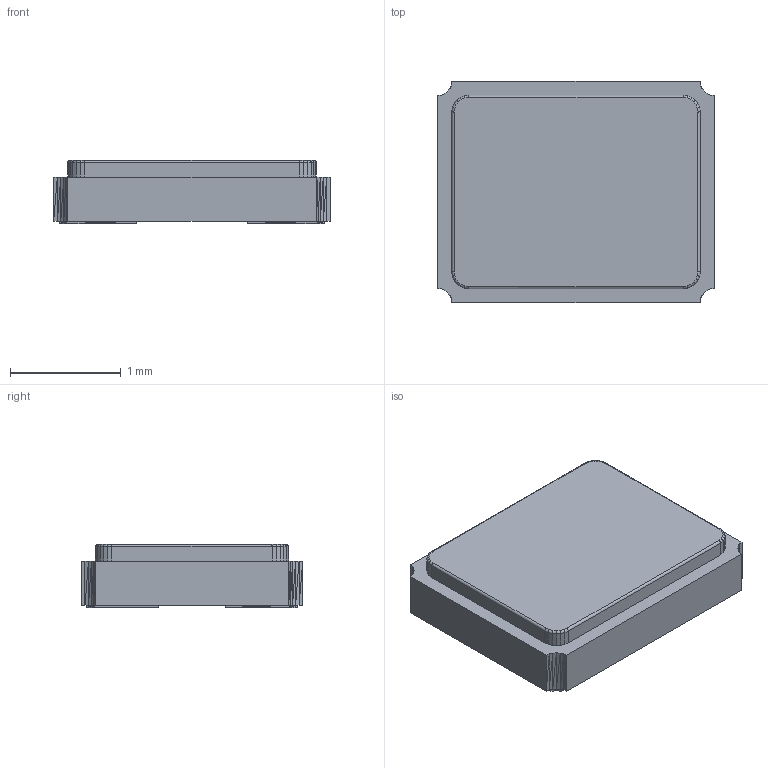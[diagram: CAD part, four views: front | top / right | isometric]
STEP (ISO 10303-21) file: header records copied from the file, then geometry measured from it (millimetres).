
FILE_DESCRIPTION(/* description */ (''),/* implementation_level */ '2;1');
FILE_NAME(/* name */ 'TXC_7M16000017_3225.step',/* time_stamp */ '2023-12-11T18:31:02+01:00',/* author */ (''),/* organization */ (''),/* preprocessor_version */ 'ST-DEVELOPER v20',/* originating_system */ 'Autodesk Translation Framework v12.14.0.127',/* authorisation */ '');
FILE_SCHEMA (('AUTOMOTIVE_DESIGN { 1 0 10303 214 3 1 1 }'));
Length unit declared in the file: millimetre
Products named in the file (1): (Unsaved)
Bounding box: 2.5 x 2 x 0.57 mm (x, y, z)
Volume: 2.6 mm3; surface area: 18.3 mm2
Topology: 5 solids, 5 shells, 166 faces, 369 edges, 214 vertices
Faces by surface type: plane 138, cylinder 28
Entity records: 4617 total; most frequent: CARTESIAN_POINT 870, ORIENTED_EDGE 738, DIRECTION 715, EDGE_CURVE 369, LINE 341, VECTOR 341, VERTEX_POINT 214, AXIS2_PLACEMENT_3D 187
